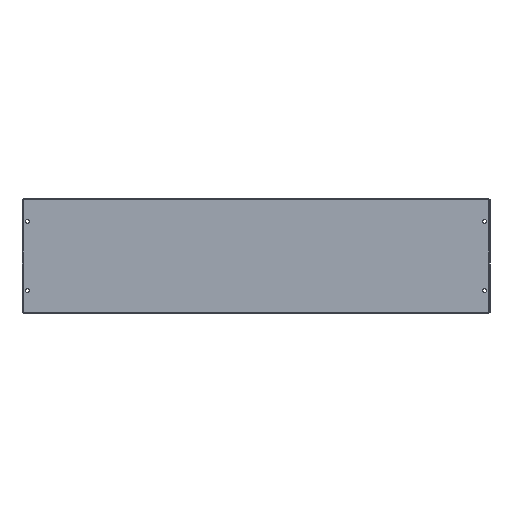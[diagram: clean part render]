
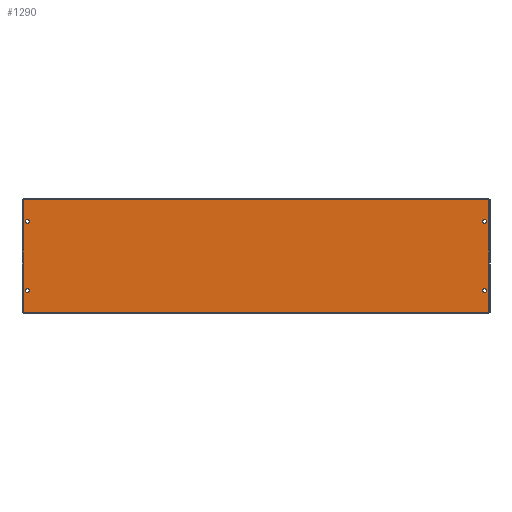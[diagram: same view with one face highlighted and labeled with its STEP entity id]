
A CAD part, top view. The second image highlights one B-rep face of the part: STEP entity #1290.
In plain terms, the highlighted planar face has unit normal (0, 0, 1).
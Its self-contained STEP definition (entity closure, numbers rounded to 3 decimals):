
#8 = VERTEX_POINT ( 'NONE', #1170 ) ;
#25 = DIRECTION ( 'NONE',  ( 0., 0., -1. ) ) ;
#38 = FACE_OUTER_BOUND ( 'NONE', #458, .T. ) ;
#46 = VECTOR ( 'NONE', #121, 1000. ) ;
#48 = DIRECTION ( 'NONE',  ( 0., 0., -1. ) ) ;
#49 = CARTESIAN_POINT ( 'NONE',  ( 768.35, 150.25, 0. ) ) ;
#57 = ORIENTED_EDGE ( 'NONE', *, *, #949, .T. ) ;
#68 = VERTEX_POINT ( 'NONE', #49 ) ;
#80 = CARTESIAN_POINT ( 'NONE',  ( 3.65, 35.75, 0. ) ) ;
#84 = CIRCLE ( 'NONE', #207, 3.25 ) ;
#104 = CIRCLE ( 'NONE', #765, 3.25 ) ;
#106 = CARTESIAN_POINT ( 'NONE',  ( 0., 186., 0. ) ) ;
#121 = DIRECTION ( 'NONE',  ( 1., 0., 0. ) ) ;
#125 = DIRECTION ( 'NONE',  ( 0., 0., -1. ) ) ;
#131 = VECTOR ( 'NONE', #137, 1000. ) ;
#137 = DIRECTION ( 'NONE',  ( 0., -1., 0. ) ) ;
#139 = VERTEX_POINT ( 'NONE', #80 ) ;
#155 = ORIENTED_EDGE ( 'NONE', *, *, #869, .T. ) ;
#167 = CARTESIAN_POINT ( 'NONE',  ( 772., 0., 0. ) ) ;
#207 = AXIS2_PLACEMENT_3D ( 'NONE', #752, #48, #1274 ) ;
#210 = DIRECTION ( 'NONE',  ( -1., 0., 0. ) ) ;
#215 = CARTESIAN_POINT ( 'NONE',  ( 772., 186., 0. ) ) ;
#218 = EDGE_CURVE ( 'NONE', #942, #68, #1077, .T. ) ;
#220 = DIRECTION ( 'NONE',  ( -1., 0., 0. ) ) ;
#222 = DIRECTION ( 'NONE',  ( -1., 0., 0. ) ) ;
#254 = CARTESIAN_POINT ( 'NONE',  ( 10.15, 35.75, 0. ) ) ;
#263 = CARTESIAN_POINT ( 'NONE',  ( 0., 0., 0. ) ) ;
#264 = VERTEX_POINT ( 'NONE', #910 ) ;
#280 = VECTOR ( 'NONE', #977, 1000. ) ;
#292 = DIRECTION ( 'NONE',  ( 0., 0., -1. ) ) ;
#309 = VERTEX_POINT ( 'NONE', #1042 ) ;
#316 = EDGE_CURVE ( 'NONE', #139, #643, #799, .T. ) ;
#350 = EDGE_CURVE ( 'NONE', #8, #309, #763, .T. ) ;
#361 = EDGE_CURVE ( 'NONE', #847, #857, #835, .T. ) ;
#373 = CARTESIAN_POINT ( 'NONE',  ( 6.9, 150.25, 0. ) ) ;
#383 = CIRCLE ( 'NONE', #611, 3.25 ) ;
#395 = DIRECTION ( 'NONE',  ( -1., 0., 0. ) ) ;
#427 = VECTOR ( 'NONE', #1221, 1000. ) ;
#448 = EDGE_CURVE ( 'NONE', #309, #8, #383, .T. ) ;
#458 = EDGE_LOOP ( 'NONE', ( #1031, #598, #155, #762 ) ) ;
#471 = CARTESIAN_POINT ( 'NONE',  ( 0., 0., 0. ) ) ;
#476 = ORIENTED_EDGE ( 'NONE', *, *, #218, .T. ) ;
#509 = AXIS2_PLACEMENT_3D ( 'NONE', #1033, #528, #220 ) ;
#518 = VERTEX_POINT ( 'NONE', #215 ) ;
#528 = DIRECTION ( 'NONE',  ( 0., 0., -1. ) ) ;
#530 = CARTESIAN_POINT ( 'NONE',  ( 0., 0., 0. ) ) ;
#536 = CIRCLE ( 'NONE', #1258, 3.25 ) ;
#583 = DIRECTION ( 'NONE',  ( 0., 0., -1. ) ) ;
#586 = ORIENTED_EDGE ( 'NONE', *, *, #1267, .T. ) ;
#598 = ORIENTED_EDGE ( 'NONE', *, *, #902, .T. ) ;
#601 = CARTESIAN_POINT ( 'NONE',  ( 765.1, 150.25, 0. ) ) ;
#611 = AXIS2_PLACEMENT_3D ( 'NONE', #684, #292, #395 ) ;
#620 = CARTESIAN_POINT ( 'NONE',  ( 0., 0., 0. ) ) ;
#633 = CARTESIAN_POINT ( 'NONE',  ( 10.15, 150.25, 0. ) ) ;
#636 = ORIENTED_EDGE ( 'NONE', *, *, #1045, .T. ) ;
#637 = AXIS2_PLACEMENT_3D ( 'NONE', #1212, #1195, #1311 ) ;
#643 = VERTEX_POINT ( 'NONE', #254 ) ;
#649 = CARTESIAN_POINT ( 'NONE',  ( 772., 0., 0. ) ) ;
#655 = VERTEX_POINT ( 'NONE', #649 ) ;
#661 = CIRCLE ( 'NONE', #704, 3.25 ) ;
#667 = CARTESIAN_POINT ( 'NONE',  ( 6.9, 35.75, 0. ) ) ;
#670 = LINE ( 'NONE', #167, #280 ) ;
#684 = CARTESIAN_POINT ( 'NONE',  ( 765.1, 35.75, 0. ) ) ;
#686 = VERTEX_POINT ( 'NONE', #633 ) ;
#700 = AXIS2_PLACEMENT_3D ( 'NONE', #1022, #25, #210 ) ;
#704 = AXIS2_PLACEMENT_3D ( 'NONE', #601, #1001, #1050 ) ;
#713 = EDGE_CURVE ( 'NONE', #518, #847, #929, .T. ) ;
#752 = CARTESIAN_POINT ( 'NONE',  ( 6.9, 150.25, 0. ) ) ;
#762 = ORIENTED_EDGE ( 'NONE', *, *, #713, .T. ) ;
#763 = CIRCLE ( 'NONE', #700, 3.25 ) ;
#765 = AXIS2_PLACEMENT_3D ( 'NONE', #667, #583, #875 ) ;
#799 = CIRCLE ( 'NONE', #509, 3.25 ) ;
#804 = EDGE_LOOP ( 'NONE', ( #476, #586 ) ) ;
#813 = ORIENTED_EDGE ( 'NONE', *, *, #1088, .T. ) ;
#828 = EDGE_LOOP ( 'NONE', ( #57, #813 ) ) ;
#829 = AXIS2_PLACEMENT_3D ( 'NONE', #530, #125, #222 ) ;
#835 = LINE ( 'NONE', #620, #131 ) ;
#838 = ORIENTED_EDGE ( 'NONE', *, *, #350, .T. ) ;
#847 = VERTEX_POINT ( 'NONE', #1239 ) ;
#857 = VERTEX_POINT ( 'NONE', #471 ) ;
#869 = EDGE_CURVE ( 'NONE', #655, #518, #670, .T. ) ;
#875 = DIRECTION ( 'NONE',  ( -1., 0., 0. ) ) ;
#902 = EDGE_CURVE ( 'NONE', #857, #655, #1174, .T. ) ;
#910 = CARTESIAN_POINT ( 'NONE',  ( 3.65, 150.25, 0. ) ) ;
#929 = LINE ( 'NONE', #106, #427 ) ;
#936 = EDGE_LOOP ( 'NONE', ( #1075, #838 ) ) ;
#942 = VERTEX_POINT ( 'NONE', #1268 ) ;
#949 = EDGE_CURVE ( 'NONE', #264, #686, #84, .T. ) ;
#951 = FACE_BOUND ( 'NONE', #804, .T. ) ;
#977 = DIRECTION ( 'NONE',  ( 0., 1., 0. ) ) ;
#989 = DIRECTION ( 'NONE',  ( -1., 0., 0. ) ) ;
#1001 = DIRECTION ( 'NONE',  ( 0., 0., -1. ) ) ;
#1022 = CARTESIAN_POINT ( 'NONE',  ( 765.1, 35.75, 0. ) ) ;
#1031 = ORIENTED_EDGE ( 'NONE', *, *, #361, .T. ) ;
#1033 = CARTESIAN_POINT ( 'NONE',  ( 6.9, 35.75, 0. ) ) ;
#1042 = CARTESIAN_POINT ( 'NONE',  ( 761.85, 35.75, 0. ) ) ;
#1045 = EDGE_CURVE ( 'NONE', #643, #139, #104, .T. ) ;
#1050 = DIRECTION ( 'NONE',  ( -1., 0., 0. ) ) ;
#1075 = ORIENTED_EDGE ( 'NONE', *, *, #448, .T. ) ;
#1077 = CIRCLE ( 'NONE', #637, 3.25 ) ;
#1088 = EDGE_CURVE ( 'NONE', #686, #264, #536, .T. ) ;
#1095 = ORIENTED_EDGE ( 'NONE', *, *, #316, .T. ) ;
#1118 = EDGE_LOOP ( 'NONE', ( #1095, #636 ) ) ;
#1136 = PLANE ( 'NONE',  #829 ) ;
#1143 = FACE_BOUND ( 'NONE', #828, .T. ) ;
#1170 = CARTESIAN_POINT ( 'NONE',  ( 768.35, 35.75, 0. ) ) ;
#1174 = LINE ( 'NONE', #263, #46 ) ;
#1181 = DIRECTION ( 'NONE',  ( 0., 0., -1. ) ) ;
#1195 = DIRECTION ( 'NONE',  ( 0., 0., -1. ) ) ;
#1212 = CARTESIAN_POINT ( 'NONE',  ( 765.1, 150.25, 0. ) ) ;
#1221 = DIRECTION ( 'NONE',  ( -1., 0., 0. ) ) ;
#1239 = CARTESIAN_POINT ( 'NONE',  ( 0., 186., 0. ) ) ;
#1246 = FACE_BOUND ( 'NONE', #936, .T. ) ;
#1258 = AXIS2_PLACEMENT_3D ( 'NONE', #373, #1181, #989 ) ;
#1261 = FACE_BOUND ( 'NONE', #1118, .T. ) ;
#1267 = EDGE_CURVE ( 'NONE', #68, #942, #661, .T. ) ;
#1268 = CARTESIAN_POINT ( 'NONE',  ( 761.85, 150.25, 0. ) ) ;
#1274 = DIRECTION ( 'NONE',  ( -1., 0., 0. ) ) ;
#1290 = ADVANCED_FACE ( 'NONE', ( #1261, #951, #1143, #1246, #38 ), #1136, .F. ) ;
#1311 = DIRECTION ( 'NONE',  ( -1., 0., 0. ) ) ;
